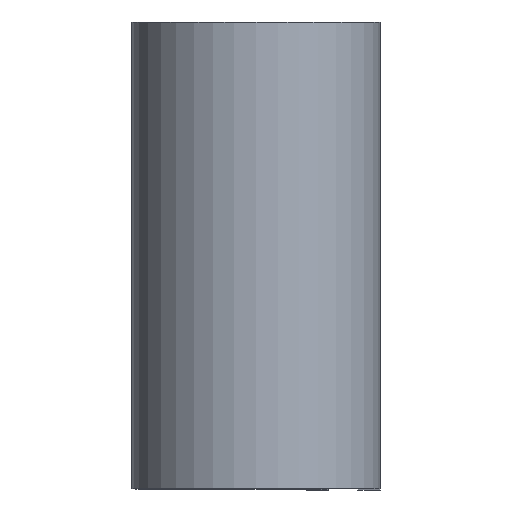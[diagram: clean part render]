
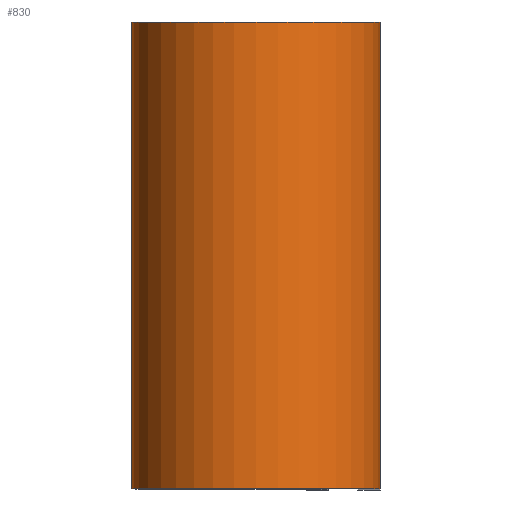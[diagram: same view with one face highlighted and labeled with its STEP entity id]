
A CAD part, top view. The second image highlights one B-rep face of the part: STEP entity #830.
In plain terms, the highlighted cylindrical face has radius 6.769 mm (diameter 13.538 mm), a partial arc.
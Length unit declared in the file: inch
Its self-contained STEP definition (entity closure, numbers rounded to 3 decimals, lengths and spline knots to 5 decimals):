
#10 = CARTESIAN_POINT ( 'NONE',  ( -0.2665, -0.5, 0.437 ) ) ;
#25 = CARTESIAN_POINT ( 'NONE',  ( 0., -0.5, 0.437 ) ) ;
#29 = CARTESIAN_POINT ( 'NONE',  ( -0.2665, 0.5, 0.437 ) ) ;
#54 = ORIENTED_EDGE ( 'NONE', *, *, #699, .F. ) ;
#57 = CARTESIAN_POINT ( 'NONE',  ( 0.2665, 0.5, 0.437 ) ) ;
#89 = VECTOR ( 'NONE', #696, 39.37008 ) ;
#98 = DIRECTION ( 'NONE',  ( 1., 0., 0. ) ) ;
#136 = DIRECTION ( 'NONE',  ( 0., -1., 0. ) ) ;
#145 = LINE ( 'NONE', #29, #89 ) ;
#176 = EDGE_CURVE ( 'NONE', #670, #719, #545, .T. ) ;
#210 = AXIS2_PLACEMENT_3D ( 'NONE', #383, #439, #760 ) ;
#289 = DIRECTION ( 'NONE',  ( 0., 1., 0. ) ) ;
#298 = VERTEX_POINT ( 'NONE', #10 ) ;
#334 = ORIENTED_EDGE ( 'NONE', *, *, #459, .T. ) ;
#336 = CIRCLE ( 'NONE', #796, 0.2665 ) ;
#368 = CYLINDRICAL_SURFACE ( 'NONE', #210, 0.2665 ) ;
#383 = CARTESIAN_POINT ( 'NONE',  ( 0., 0.5, 0.437 ) ) ;
#410 = EDGE_CURVE ( 'NONE', #298, #719, #336, .T. ) ;
#438 = CARTESIAN_POINT ( 'NONE',  ( -0.2665, 0.5, 0.437 ) ) ;
#439 = DIRECTION ( 'NONE',  ( 0., -1., 0. ) ) ;
#441 = VERTEX_POINT ( 'NONE', #438 ) ;
#459 = EDGE_CURVE ( 'NONE', #441, #298, #145, .T. ) ;
#502 = DIRECTION ( 'NONE',  ( 0., 1., 0. ) ) ;
#504 = VECTOR ( 'NONE', #136, 39.37008 ) ;
#507 = AXIS2_PLACEMENT_3D ( 'NONE', #679, #289, #744 ) ;
#515 = ORIENTED_EDGE ( 'NONE', *, *, #410, .T. ) ;
#545 = LINE ( 'NONE', #57, #504 ) ;
#615 = CARTESIAN_POINT ( 'NONE',  ( 0.2665, -0.5, 0.437 ) ) ;
#631 = ORIENTED_EDGE ( 'NONE', *, *, #176, .F. ) ;
#657 = CIRCLE ( 'NONE', #507, 0.2665 ) ;
#670 = VERTEX_POINT ( 'NONE', #731 ) ;
#679 = CARTESIAN_POINT ( 'NONE',  ( 0., 0.5, 0.437 ) ) ;
#696 = DIRECTION ( 'NONE',  ( 0., -1., 0. ) ) ;
#699 = EDGE_CURVE ( 'NONE', #441, #670, #657, .T. ) ;
#719 = VERTEX_POINT ( 'NONE', #615 ) ;
#723 = FACE_OUTER_BOUND ( 'NONE', #808, .T. ) ;
#731 = CARTESIAN_POINT ( 'NONE',  ( 0.2665, 0.5, 0.437 ) ) ;
#744 = DIRECTION ( 'NONE',  ( 1., 0., 0. ) ) ;
#760 = DIRECTION ( 'NONE',  ( 0., 0., -1. ) ) ;
#796 = AXIS2_PLACEMENT_3D ( 'NONE', #25, #502, #98 ) ;
#808 = EDGE_LOOP ( 'NONE', ( #515, #631, #54, #334 ) ) ;
#830 = ADVANCED_FACE ( 'NONE', ( #723 ), #368, .T. ) ;
